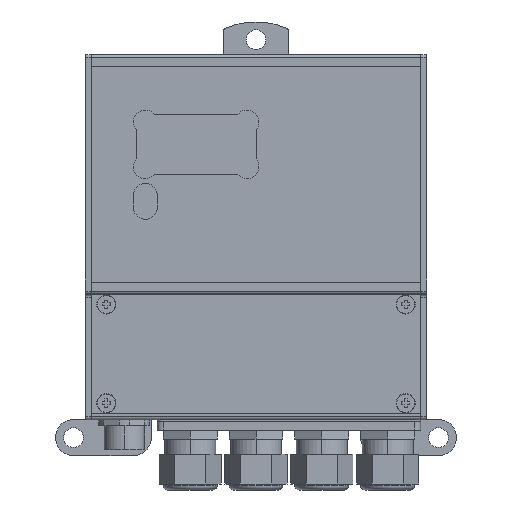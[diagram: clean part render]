
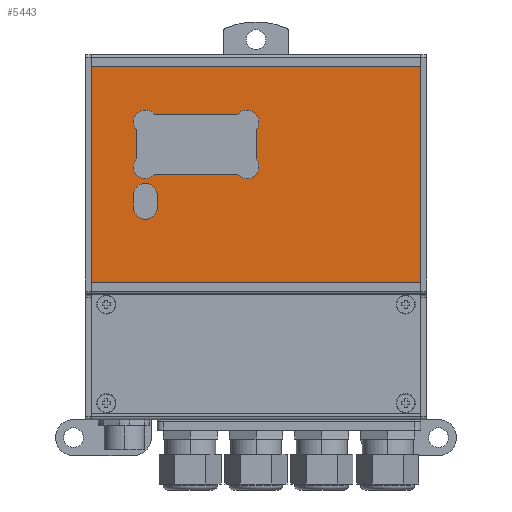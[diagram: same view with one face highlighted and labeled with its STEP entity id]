
A CAD part, front view. The second image highlights one B-rep face of the part: STEP entity #5443.
In plain terms, the highlighted face is planar.
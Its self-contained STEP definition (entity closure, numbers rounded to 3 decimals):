
#1451=CARTESIAN_POINT('',(-45.457,-44.589,60.622));
#1452=VERTEX_POINT('',#1451);
#1461=CARTESIAN_POINT('',(-45.457,-39.443,54.5));
#1462=VERTEX_POINT('',#1461);
#1463=CARTESIAN_POINT('',(-45.457,-42.089,57.5));
#1464=DIRECTION('',(-1.0,0.0,0.0));
#1465=DIRECTION('',(0.0,0.0,-1.0));
#1466=AXIS2_PLACEMENT_3D('',#1463,#1464,#1465);
#1467=CIRCLE('',#1466,4.0);
#1468=EDGE_CURVE('',#1462,#1452,#1467,.T.);
#1493=CARTESIAN_POINT('',(-45.457,-24.589,88.378));
#1494=VERTEX_POINT('',#1493);
#1503=CARTESIAN_POINT('',(-45.457,-29.735,94.5));
#1504=VERTEX_POINT('',#1503);
#1505=CARTESIAN_POINT('',(-45.457,-27.089,91.5));
#1506=DIRECTION('',(-1.0,0.0,0.0));
#1507=DIRECTION('',(0.0,0.0,-1.0));
#1508=AXIS2_PLACEMENT_3D('',#1505,#1506,#1507);
#1509=CIRCLE('',#1508,4.0);
#1510=EDGE_CURVE('',#1504,#1494,#1509,.T.);
#1546=CARTESIAN_POINT('',(-45.457,-55.589,95.5));
#1547=VERTEX_POINT('',#1546);
#1554=CARTESIAN_POINT('',(-45.457,-55.589,87.5));
#1555=VERTEX_POINT('',#1554);
#1556=CARTESIAN_POINT('',(-45.457,-55.589,91.5));
#1557=DIRECTION('',(-1.0,0.0,0.0));
#1558=DIRECTION('',(0.0,0.0,-1.0));
#1559=AXIS2_PLACEMENT_3D('',#1556,#1557,#1558);
#1560=CIRCLE('',#1559,4.0);
#1561=EDGE_CURVE('',#1555,#1547,#1560,.T.);
#1586=CARTESIAN_POINT('',(-45.457,-51.589,87.5));
#1587=VERTEX_POINT('',#1586);
#1588=CARTESIAN_POINT('',(-45.457,-51.589,87.5));
#1589=DIRECTION('',(0.0,-1.0,0.0));
#1590=VECTOR('',#1589,4.0);
#1591=LINE('',#1588,#1590);
#1592=EDGE_CURVE('',#1587,#1555,#1591,.T.);
#1618=CARTESIAN_POINT('',(-45.457,-51.589,95.5));
#1619=VERTEX_POINT('',#1618);
#1620=CARTESIAN_POINT('',(-45.457,-51.589,91.5));
#1621=DIRECTION('',(-1.0,0.0,0.0));
#1622=DIRECTION('',(0.0,0.0,-1.0));
#1623=AXIS2_PLACEMENT_3D('',#1620,#1621,#1622);
#1624=CIRCLE('',#1623,4.0);
#1625=EDGE_CURVE('',#1619,#1587,#1624,.T.);
#1648=CARTESIAN_POINT('',(-45.457,-55.589,95.5));
#1649=DIRECTION('',(0.0,1.0,0.0));
#1650=VECTOR('',#1649,4.0);
#1651=LINE('',#1648,#1650);
#1652=EDGE_CURVE('',#1547,#1619,#1651,.T.);
#1665=CARTESIAN_POINT('',(-45.457,-24.589,60.622));
#1666=VERTEX_POINT('',#1665);
#1682=CARTESIAN_POINT('',(-45.457,-29.735,54.5));
#1683=VERTEX_POINT('',#1682);
#1690=CARTESIAN_POINT('',(-45.457,-27.089,57.5));
#1691=DIRECTION('',(-1.0,0.0,0.0));
#1692=DIRECTION('',(0.0,0.0,-1.0));
#1693=AXIS2_PLACEMENT_3D('',#1690,#1691,#1692);
#1694=CIRCLE('',#1693,4.0);
#1695=EDGE_CURVE('',#1666,#1683,#1694,.T.);
#1705=CARTESIAN_POINT('',(-45.457,-39.443,94.5));
#1706=VERTEX_POINT('',#1705);
#1715=CARTESIAN_POINT('',(-45.457,-44.589,88.378));
#1716=VERTEX_POINT('',#1715);
#1717=CARTESIAN_POINT('',(-45.457,-42.089,91.5));
#1718=DIRECTION('',(-1.0,0.0,0.0));
#1719=DIRECTION('',(0.0,0.0,-1.0));
#1720=AXIS2_PLACEMENT_3D('',#1717,#1718,#1719);
#1721=CIRCLE('',#1720,4.0);
#1722=EDGE_CURVE('',#1716,#1706,#1721,.T.);
#1755=CARTESIAN_POINT('',(-45.457,-24.589,88.378));
#1756=DIRECTION('',(0.0,0.0,-1.0));
#1757=VECTOR('',#1756,27.755);
#1758=LINE('',#1755,#1757);
#1759=EDGE_CURVE('',#1494,#1666,#1758,.T.);
#1777=CARTESIAN_POINT('',(-45.457,-44.589,60.622));
#1778=DIRECTION('',(0.0,0.0,1.0));
#1779=VECTOR('',#1778,27.755);
#1780=LINE('',#1777,#1779);
#1781=EDGE_CURVE('',#1452,#1716,#1780,.T.);
#2677=CARTESIAN_POINT('',(-45.457,-80.589,109.5));
#2678=VERTEX_POINT('',#2677);
#2685=CARTESIAN_POINT('',(-45.457,-8.589,109.5));
#2686=VERTEX_POINT('',#2685);
#2687=CARTESIAN_POINT('',(-45.457,-80.589,109.5));
#2688=DIRECTION('',(0.0,1.0,0.0));
#2689=VECTOR('',#2688,72.0);
#2690=LINE('',#2687,#2689);
#2691=EDGE_CURVE('',#2678,#2686,#2690,.T.);
#3697=CARTESIAN_POINT('',(-45.457,-8.589,-0.5));
#3698=VERTEX_POINT('',#3697);
#3705=CARTESIAN_POINT('',(-45.457,-80.589,-0.5));
#3706=VERTEX_POINT('',#3705);
#3707=CARTESIAN_POINT('',(-45.457,-8.589,-0.5));
#3708=DIRECTION('',(0.0,-1.0,0.0));
#3709=VECTOR('',#3708,72.0);
#3710=LINE('',#3707,#3709);
#3711=EDGE_CURVE('',#3698,#3706,#3710,.T.);
#4531=CARTESIAN_POINT('',(-45.457,-39.443,94.5));
#4532=DIRECTION('',(0.0,1.0,0.0));
#4533=VECTOR('',#4532,9.708);
#4534=LINE('',#4531,#4533);
#4535=EDGE_CURVE('',#1706,#1504,#4534,.T.);
#4548=CARTESIAN_POINT('',(-45.457,-29.735,54.5));
#4549=DIRECTION('',(0.0,-1.0,0.0));
#4550=VECTOR('',#4549,9.708);
#4551=LINE('',#4548,#4550);
#4552=EDGE_CURVE('',#1683,#1462,#4551,.T.);
#5402=CARTESIAN_POINT('',(-45.457,-80.589,-0.5));
#5403=DIRECTION('',(0.0,0.0,1.0));
#5404=VECTOR('',#5403,110.0);
#5405=LINE('',#5402,#5404);
#5406=EDGE_CURVE('',#3706,#2678,#5405,.T.);
#5411=CARTESIAN_POINT('',(-45.457,-80.589,-0.5));
#5412=DIRECTION('',(-1.0,0.0,0.0));
#5413=DIRECTION('',(0.0,0.0,1.0));
#5414=AXIS2_PLACEMENT_3D('',#5411,#5412,#5413);
#5415=PLANE('',#5414);
#5416=ORIENTED_EDGE('',*,*,#2691,.F.);
#5417=ORIENTED_EDGE('',*,*,#5406,.F.);
#5418=ORIENTED_EDGE('',*,*,#3711,.F.);
#5419=CARTESIAN_POINT('',(-45.457,-8.589,-0.5));
#5420=DIRECTION('',(0.0,0.0,1.0));
#5421=VECTOR('',#5420,110.0);
#5422=LINE('',#5419,#5421);
#5423=EDGE_CURVE('',#3698,#2686,#5422,.T.);
#5424=ORIENTED_EDGE('',*,*,#5423,.T.);
#5425=EDGE_LOOP('',(#5416,#5417,#5418,#5424));
#5426=FACE_OUTER_BOUND('',#5425,.T.);
#5427=ORIENTED_EDGE('',*,*,#1468,.T.);
#5428=ORIENTED_EDGE('',*,*,#1781,.T.);
#5429=ORIENTED_EDGE('',*,*,#1722,.T.);
#5430=ORIENTED_EDGE('',*,*,#4535,.T.);
#5431=ORIENTED_EDGE('',*,*,#1510,.T.);
#5432=ORIENTED_EDGE('',*,*,#1759,.T.);
#5433=ORIENTED_EDGE('',*,*,#1695,.T.);
#5434=ORIENTED_EDGE('',*,*,#4552,.T.);
#5435=EDGE_LOOP('',(#5427,#5428,#5429,#5430,#5431,#5432,#5433,#5434));
#5436=FACE_BOUND('',#5435,.T.);
#5437=ORIENTED_EDGE('',*,*,#1625,.T.);
#5438=ORIENTED_EDGE('',*,*,#1592,.T.);
#5439=ORIENTED_EDGE('',*,*,#1561,.T.);
#5440=ORIENTED_EDGE('',*,*,#1652,.T.);
#5441=EDGE_LOOP('',(#5437,#5438,#5439,#5440));
#5442=FACE_BOUND('',#5441,.T.);
#5443=ADVANCED_FACE('',(#5426,#5436,#5442),#5415,.F.);
